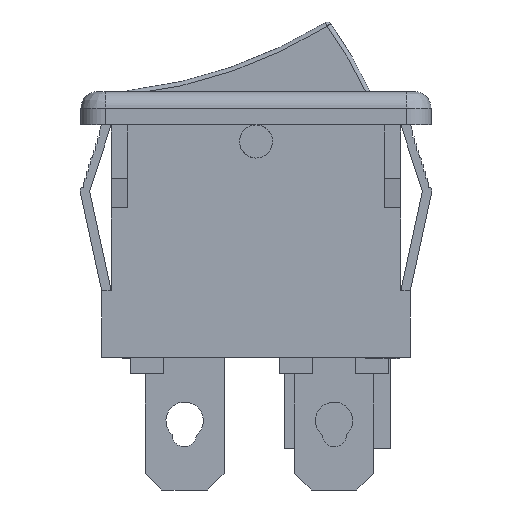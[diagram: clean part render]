
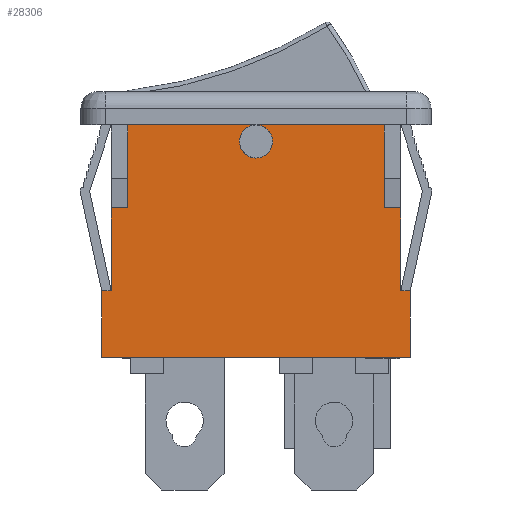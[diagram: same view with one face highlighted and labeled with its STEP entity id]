
A CAD part, front view. The second image highlights one B-rep face of the part: STEP entity #28306.
In plain terms, the highlighted planar face has unit normal (0, -1, 0).
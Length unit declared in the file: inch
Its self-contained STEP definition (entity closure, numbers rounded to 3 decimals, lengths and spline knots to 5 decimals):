
#24444=CARTESIAN_POINT('',(0.36614,-0.24606,1.01088));
#24445=VERTEX_POINT('',#24444);
#24452=CARTESIAN_POINT('',(-0.36614,-0.24606,1.01088));
#24453=VERTEX_POINT('',#24452);
#24454=CARTESIAN_POINT('',(0.36614,-0.24606,1.01088));
#24455=DIRECTION('',(-1.0,0.0,0.0));
#24456=VECTOR('',#24455,0.73228);
#24457=LINE('',#24454,#24456);
#24458=EDGE_CURVE('',#24445,#24453,#24457,.T.);
#27189=CARTESIAN_POINT('',(0.3435,-0.24606,1.16836));
#27190=VERTEX_POINT('',#27189);
#27197=CARTESIAN_POINT('',(0.36614,-0.24606,1.16836));
#27198=VERTEX_POINT('',#27197);
#27199=CARTESIAN_POINT('',(0.3435,-0.24606,1.16836));
#27200=DIRECTION('',(1.0,0.0,0.0));
#27201=VECTOR('',#27200,0.02264);
#27202=LINE('',#27199,#27201);
#27203=EDGE_CURVE('',#27190,#27198,#27202,.T.);
#27267=CARTESIAN_POINT('',(0.36614,-0.24606,1.16836));
#27268=DIRECTION('',(0.0,0.0,-1.0));
#27269=VECTOR('',#27268,0.15748);
#27270=LINE('',#27267,#27269);
#27271=EDGE_CURVE('',#27198,#24445,#27270,.T.);
#28044=CARTESIAN_POINT('',(-0.36614,-0.24606,1.16836));
#28045=VERTEX_POINT('',#28044);
#28052=CARTESIAN_POINT('',(-0.3435,-0.24606,1.16836));
#28053=VERTEX_POINT('',#28052);
#28054=CARTESIAN_POINT('',(-0.3435,-0.24606,1.16836));
#28055=DIRECTION('',(-1.0,0.0,0.0));
#28056=VECTOR('',#28055,0.02264);
#28057=LINE('',#28054,#28056);
#28058=EDGE_CURVE('',#28053,#28045,#28057,.T.);
#28074=CARTESIAN_POINT('',(-0.36614,-0.24606,1.16836));
#28075=DIRECTION('',(0.0,0.0,-1.0));
#28076=VECTOR('',#28075,0.15748);
#28077=LINE('',#28074,#28076);
#28078=EDGE_CURVE('',#28045,#24453,#28077,.T.);
#28095=CARTESIAN_POINT('',(-0.3435,-0.24606,1.36521));
#28096=VERTEX_POINT('',#28095);
#28097=CARTESIAN_POINT('',(-0.3435,-0.24606,1.16836));
#28098=DIRECTION('',(0.0,0.0,1.0));
#28099=VECTOR('',#28098,0.19685);
#28100=LINE('',#28097,#28099);
#28101=EDGE_CURVE('',#28053,#28096,#28100,.T.);
#28198=CARTESIAN_POINT('',(0.30413,-0.24606,1.36521));
#28199=VERTEX_POINT('',#28198);
#28206=CARTESIAN_POINT('',(0.3435,-0.24606,1.36521));
#28207=VERTEX_POINT('',#28206);
#28208=CARTESIAN_POINT('',(0.3435,-0.24606,1.36521));
#28209=DIRECTION('',(-1.0,0.0,0.0));
#28210=VECTOR('',#28209,0.03937);
#28211=LINE('',#28208,#28210);
#28212=EDGE_CURVE('',#28207,#28199,#28211,.T.);
#28230=CARTESIAN_POINT('',(0.30413,-0.24606,1.56206));
#28231=VERTEX_POINT('',#28230);
#28238=CARTESIAN_POINT('',(0.30413,-0.24606,1.36521));
#28239=DIRECTION('',(0.0,0.0,1.0));
#28240=VECTOR('',#28239,0.19685);
#28241=LINE('',#28238,#28240);
#28242=EDGE_CURVE('',#28199,#28231,#28241,.T.);
#28248=CARTESIAN_POINT('',(0.40276,-0.24606,0.98332));
#28249=DIRECTION('',(0.0,-1.0,0.0));
#28250=DIRECTION('',(0.0,0.0,-1.0));
#28251=AXIS2_PLACEMENT_3D('',#28248,#28249,#28250);
#28252=PLANE('',#28251);
#28253=ORIENTED_EDGE('',*,*,#28212,.T.);
#28254=ORIENTED_EDGE('',*,*,#28242,.T.);
#28255=CARTESIAN_POINT('',(0.,-0.24606,1.56206));
#28256=VERTEX_POINT('',#28255);
#28257=CARTESIAN_POINT('',(0.30413,-0.24606,1.56206));
#28258=DIRECTION('',(-1.0,0.0,0.0));
#28259=VECTOR('',#28258,0.30413);
#28260=LINE('',#28257,#28259);
#28261=EDGE_CURVE('',#28231,#28256,#28260,.T.);
#28262=ORIENTED_EDGE('',*,*,#28261,.T.);
#28263=CARTESIAN_POINT('',(0.,-0.24606,1.52269));
#28264=DIRECTION('',(0.0,1.0,0.0));
#28265=DIRECTION('',(1.0,0.0,0.0));
#28266=AXIS2_PLACEMENT_3D('',#28263,#28264,#28265);
#28267=CIRCLE('',#28266,0.03937);
#28268=EDGE_CURVE('',#28256,#28256,#28267,.T.);
#28269=ORIENTED_EDGE('',*,*,#28268,.T.);
#28270=CARTESIAN_POINT('',(-0.30413,-0.24606,1.56206));
#28271=VERTEX_POINT('',#28270);
#28272=CARTESIAN_POINT('',(0.,-0.24606,1.56206));
#28273=DIRECTION('',(-1.0,0.0,0.0));
#28274=VECTOR('',#28273,0.30413);
#28275=LINE('',#28272,#28274);
#28276=EDGE_CURVE('',#28256,#28271,#28275,.T.);
#28277=ORIENTED_EDGE('',*,*,#28276,.T.);
#28278=CARTESIAN_POINT('',(-0.30413,-0.24606,1.36521));
#28279=VERTEX_POINT('',#28278);
#28280=CARTESIAN_POINT('',(-0.30413,-0.24606,1.56206));
#28281=DIRECTION('',(0.0,0.0,-1.0));
#28282=VECTOR('',#28281,0.19685);
#28283=LINE('',#28280,#28282);
#28284=EDGE_CURVE('',#28271,#28279,#28283,.T.);
#28285=ORIENTED_EDGE('',*,*,#28284,.T.);
#28286=CARTESIAN_POINT('',(-0.30413,-0.24606,1.36521));
#28287=DIRECTION('',(-1.0,0.0,0.0));
#28288=VECTOR('',#28287,0.03937);
#28289=LINE('',#28286,#28288);
#28290=EDGE_CURVE('',#28279,#28096,#28289,.T.);
#28291=ORIENTED_EDGE('',*,*,#28290,.T.);
#28292=ORIENTED_EDGE('',*,*,#28101,.F.);
#28293=ORIENTED_EDGE('',*,*,#28058,.T.);
#28294=ORIENTED_EDGE('',*,*,#28078,.T.);
#28295=ORIENTED_EDGE('',*,*,#24458,.F.);
#28296=ORIENTED_EDGE('',*,*,#27271,.F.);
#28297=ORIENTED_EDGE('',*,*,#27203,.F.);
#28298=CARTESIAN_POINT('',(0.3435,-0.24606,1.16836));
#28299=DIRECTION('',(0.0,0.0,1.0));
#28300=VECTOR('',#28299,0.19685);
#28301=LINE('',#28298,#28300);
#28302=EDGE_CURVE('',#27190,#28207,#28301,.T.);
#28303=ORIENTED_EDGE('',*,*,#28302,.T.);
#28304=EDGE_LOOP('',(#28253,#28254,#28262,#28269,#28277,#28285,#28291,#28292,#28293,#28294,#28295,#28296,#28297,#28303));
#28305=FACE_OUTER_BOUND('',#28304,.T.);
#28306=ADVANCED_FACE('',(#28305),#28252,.T.);
